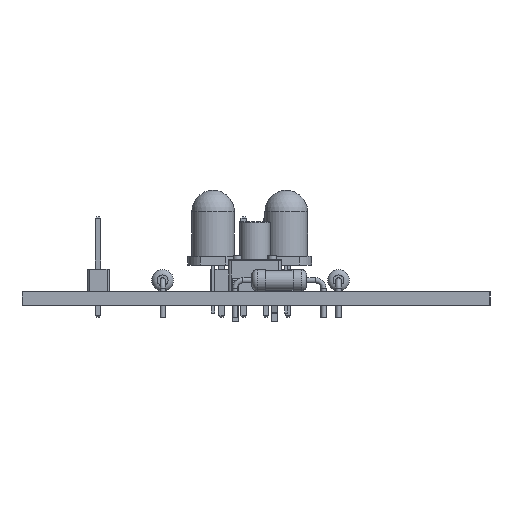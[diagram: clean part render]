
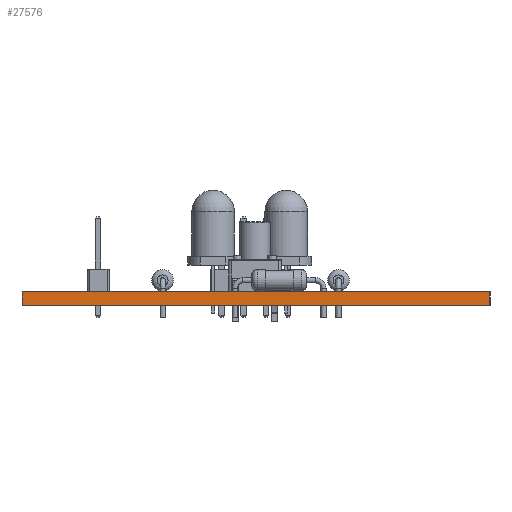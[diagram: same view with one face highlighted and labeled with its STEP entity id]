
A CAD part, left-side view. The second image highlights one B-rep face of the part: STEP entity #27576.
In plain terms, the highlighted planar face has unit normal (-1, 0, 0).
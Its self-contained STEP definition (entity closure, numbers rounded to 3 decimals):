
#19331 = PLANE('',#19332);
#19332 = AXIS2_PLACEMENT_3D('',#19333,#19334,#19335);
#19333 = CARTESIAN_POINT('',(154.204,-93.051,1.6));
#19334 = DIRECTION('',(-0.,-0.,-1.));
#19335 = DIRECTION('',(-1.,0.,0.));
#19385 = PLANE('',#19386);
#19386 = AXIS2_PLACEMENT_3D('',#19387,#19388,#19389);
#19387 = CARTESIAN_POINT('',(154.204,-93.051,0.));
#19388 = DIRECTION('',(-0.,-0.,-1.));
#19389 = DIRECTION('',(-1.,0.,0.));
#19418 = PLANE('',#19419);
#19419 = AXIS2_PLACEMENT_3D('',#19420,#19421,#19422);
#19420 = CARTESIAN_POINT('',(103.95,-66.05,0.));
#19421 = DIRECTION('',(0.,1.,0.));
#19422 = DIRECTION('',(1.,0.,0.));
#19634 = VERTEX_POINT('',#19635);
#19635 = CARTESIAN_POINT('',(103.95,-119.8,0.));
#19649 = PLANE('',#19650);
#19650 = AXIS2_PLACEMENT_3D('',#19651,#19652,#19653);
#19651 = CARTESIAN_POINT('',(203.5,-119.8,0.));
#19652 = DIRECTION('',(0.,-1.,0.));
#19653 = DIRECTION('',(-1.,0.,0.));
#19661 = EDGE_CURVE('',#19634,#19662,#19664,.T.);
#19662 = VERTEX_POINT('',#19663);
#19663 = CARTESIAN_POINT('',(103.95,-66.05,0.));
#19664 = SURFACE_CURVE('',#19665,(#19669,#19676),.PCURVE_S1.);
#19665 = LINE('',#19666,#19667);
#19666 = CARTESIAN_POINT('',(103.95,-119.8,0.));
#19667 = VECTOR('',#19668,1.);
#19668 = DIRECTION('',(0.,1.,0.));
#19669 = PCURVE('',#19385,#19670);
#19670 = DEFINITIONAL_REPRESENTATION('',(#19671),#19675);
#19671 = LINE('',#19672,#19673);
#19672 = CARTESIAN_POINT('',(50.254,-26.749));
#19673 = VECTOR('',#19674,1.);
#19674 = DIRECTION('',(0.,1.));
#19675 = ( GEOMETRIC_REPRESENTATION_CONTEXT(2) 
PARAMETRIC_REPRESENTATION_CONTEXT() REPRESENTATION_CONTEXT('2D SPACE',''
  ) );
#19676 = PCURVE('',#19677,#19682);
#19677 = PLANE('',#19678);
#19678 = AXIS2_PLACEMENT_3D('',#19679,#19680,#19681);
#19679 = CARTESIAN_POINT('',(103.95,-119.8,0.));
#19680 = DIRECTION('',(-1.,0.,0.));
#19681 = DIRECTION('',(0.,1.,0.));
#19682 = DEFINITIONAL_REPRESENTATION('',(#19683),#19687);
#19683 = LINE('',#19684,#19685);
#19684 = CARTESIAN_POINT('',(0.,0.));
#19685 = VECTOR('',#19686,1.);
#19686 = DIRECTION('',(1.,0.));
#19687 = ( GEOMETRIC_REPRESENTATION_CONTEXT(2) 
PARAMETRIC_REPRESENTATION_CONTEXT() REPRESENTATION_CONTEXT('2D SPACE',''
  ) );
#23916 = VERTEX_POINT('',#23917);
#23917 = CARTESIAN_POINT('',(103.95,-119.8,1.6));
#23938 = EDGE_CURVE('',#23916,#23939,#23941,.T.);
#23939 = VERTEX_POINT('',#23940);
#23940 = CARTESIAN_POINT('',(103.95,-66.05,1.6));
#23941 = SURFACE_CURVE('',#23942,(#23946,#23953),.PCURVE_S1.);
#23942 = LINE('',#23943,#23944);
#23943 = CARTESIAN_POINT('',(103.95,-119.8,1.6));
#23944 = VECTOR('',#23945,1.);
#23945 = DIRECTION('',(0.,1.,0.));
#23946 = PCURVE('',#19331,#23947);
#23947 = DEFINITIONAL_REPRESENTATION('',(#23948),#23952);
#23948 = LINE('',#23949,#23950);
#23949 = CARTESIAN_POINT('',(50.254,-26.749));
#23950 = VECTOR('',#23951,1.);
#23951 = DIRECTION('',(0.,1.));
#23952 = ( GEOMETRIC_REPRESENTATION_CONTEXT(2) 
PARAMETRIC_REPRESENTATION_CONTEXT() REPRESENTATION_CONTEXT('2D SPACE',''
  ) );
#23953 = PCURVE('',#19677,#23954);
#23954 = DEFINITIONAL_REPRESENTATION('',(#23955),#23959);
#23955 = LINE('',#23956,#23957);
#23956 = CARTESIAN_POINT('',(0.,-1.6));
#23957 = VECTOR('',#23958,1.);
#23958 = DIRECTION('',(1.,0.));
#23959 = ( GEOMETRIC_REPRESENTATION_CONTEXT(2) 
PARAMETRIC_REPRESENTATION_CONTEXT() REPRESENTATION_CONTEXT('2D SPACE',''
  ) );
#27526 = EDGE_CURVE('',#19662,#23939,#27527,.T.);
#27527 = SURFACE_CURVE('',#27528,(#27532,#27539),.PCURVE_S1.);
#27528 = LINE('',#27529,#27530);
#27529 = CARTESIAN_POINT('',(103.95,-66.05,0.));
#27530 = VECTOR('',#27531,1.);
#27531 = DIRECTION('',(0.,0.,1.));
#27532 = PCURVE('',#19418,#27533);
#27533 = DEFINITIONAL_REPRESENTATION('',(#27534),#27538);
#27534 = LINE('',#27535,#27536);
#27535 = CARTESIAN_POINT('',(0.,0.));
#27536 = VECTOR('',#27537,1.);
#27537 = DIRECTION('',(0.,-1.));
#27538 = ( GEOMETRIC_REPRESENTATION_CONTEXT(2) 
PARAMETRIC_REPRESENTATION_CONTEXT() REPRESENTATION_CONTEXT('2D SPACE',''
  ) );
#27539 = PCURVE('',#19677,#27540);
#27540 = DEFINITIONAL_REPRESENTATION('',(#27541),#27545);
#27541 = LINE('',#27542,#27543);
#27542 = CARTESIAN_POINT('',(53.75,0.));
#27543 = VECTOR('',#27544,1.);
#27544 = DIRECTION('',(0.,-1.));
#27545 = ( GEOMETRIC_REPRESENTATION_CONTEXT(2) 
PARAMETRIC_REPRESENTATION_CONTEXT() REPRESENTATION_CONTEXT('2D SPACE',''
  ) );
#27576 = ADVANCED_FACE('',(#27577),#19677,.T.);
#27577 = FACE_BOUND('',#27578,.T.);
#27578 = EDGE_LOOP('',(#27579,#27600,#27601,#27602));
#27579 = ORIENTED_EDGE('',*,*,#27580,.T.);
#27580 = EDGE_CURVE('',#19634,#23916,#27581,.T.);
#27581 = SURFACE_CURVE('',#27582,(#27586,#27593),.PCURVE_S1.);
#27582 = LINE('',#27583,#27584);
#27583 = CARTESIAN_POINT('',(103.95,-119.8,0.));
#27584 = VECTOR('',#27585,1.);
#27585 = DIRECTION('',(0.,0.,1.));
#27586 = PCURVE('',#19677,#27587);
#27587 = DEFINITIONAL_REPRESENTATION('',(#27588),#27592);
#27588 = LINE('',#27589,#27590);
#27589 = CARTESIAN_POINT('',(0.,0.));
#27590 = VECTOR('',#27591,1.);
#27591 = DIRECTION('',(0.,-1.));
#27592 = ( GEOMETRIC_REPRESENTATION_CONTEXT(2) 
PARAMETRIC_REPRESENTATION_CONTEXT() REPRESENTATION_CONTEXT('2D SPACE',''
  ) );
#27593 = PCURVE('',#19649,#27594);
#27594 = DEFINITIONAL_REPRESENTATION('',(#27595),#27599);
#27595 = LINE('',#27596,#27597);
#27596 = CARTESIAN_POINT('',(99.55,0.));
#27597 = VECTOR('',#27598,1.);
#27598 = DIRECTION('',(0.,-1.));
#27599 = ( GEOMETRIC_REPRESENTATION_CONTEXT(2) 
PARAMETRIC_REPRESENTATION_CONTEXT() REPRESENTATION_CONTEXT('2D SPACE',''
  ) );
#27600 = ORIENTED_EDGE('',*,*,#23938,.T.);
#27601 = ORIENTED_EDGE('',*,*,#27526,.F.);
#27602 = ORIENTED_EDGE('',*,*,#19661,.F.);
